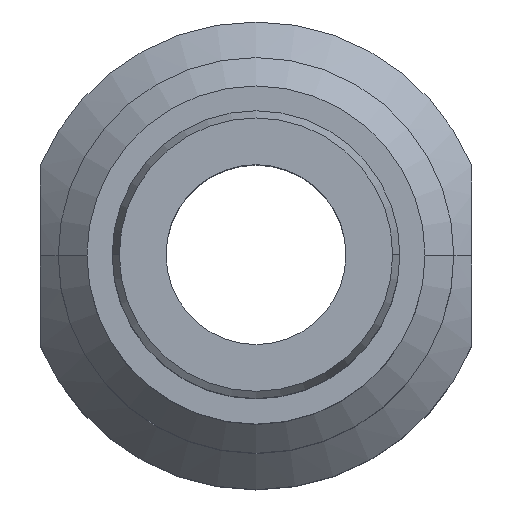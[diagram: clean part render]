
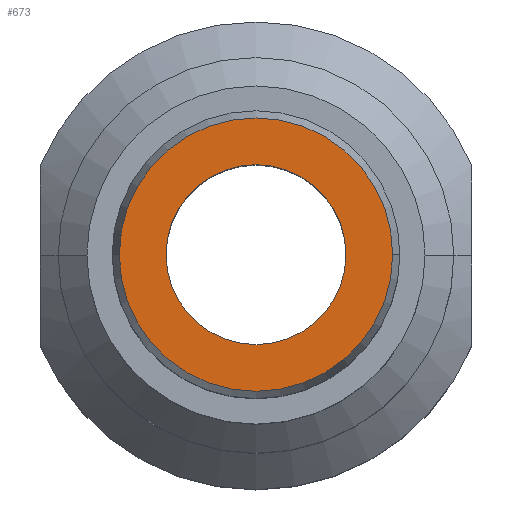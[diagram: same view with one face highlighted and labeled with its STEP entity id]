
A CAD part, top view. The second image highlights one B-rep face of the part: STEP entity #673.
In plain terms, the highlighted planar face has unit normal (0, 0, 1).
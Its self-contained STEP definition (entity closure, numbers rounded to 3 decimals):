
#46 = CARTESIAN_POINT ( 'NONE',  ( 2.5, 0., -4.379 ) ) ;
#51 = ORIENTED_EDGE ( 'NONE', *, *, #311, .T. ) ;
#55 = AXIS2_PLACEMENT_3D ( 'NONE', #497, #325, #446 ) ;
#56 = EDGE_LOOP ( 'NONE', ( #398, #652 ) ) ;
#72 = ORIENTED_EDGE ( 'NONE', *, *, #83, .T. ) ;
#83 = EDGE_CURVE ( 'NONE', #738, #459, #766, .T. ) ;
#89 = CIRCLE ( 'NONE', #55, 3.8 ) ;
#98 = DIRECTION ( 'NONE',  ( 1., 0., 0. ) ) ;
#114 = VERTEX_POINT ( 'NONE', #155 ) ;
#155 = CARTESIAN_POINT ( 'NONE',  ( -2.5, 0., -4.379 ) ) ;
#177 = EDGE_LOOP ( 'NONE', ( #72, #51 ) ) ;
#200 = AXIS2_PLACEMENT_3D ( 'NONE', #286, #631, #98 ) ;
#235 = CIRCLE ( 'NONE', #531, 2.5 ) ;
#248 = VERTEX_POINT ( 'NONE', #46 ) ;
#254 = EDGE_CURVE ( 'NONE', #114, #248, #630, .T. ) ;
#275 = DIRECTION ( 'NONE',  ( 1., 0., 0. ) ) ;
#286 = CARTESIAN_POINT ( 'NONE',  ( 0., 0., -4.379 ) ) ;
#302 = CARTESIAN_POINT ( 'NONE',  ( 3.8, 0., -4.379 ) ) ;
#303 = DIRECTION ( 'NONE',  ( 1., 0., 0. ) ) ;
#311 = EDGE_CURVE ( 'NONE', #459, #738, #89, .T. ) ;
#314 = EDGE_CURVE ( 'NONE', #248, #114, #235, .T. ) ;
#325 = DIRECTION ( 'NONE',  ( 0., 0., 1. ) ) ;
#328 = CARTESIAN_POINT ( 'NONE',  ( 0., 0., -4.379 ) ) ;
#367 = PLANE ( 'NONE',  #429 ) ;
#391 = DIRECTION ( 'NONE',  ( 0., 0., 1. ) ) ;
#398 = ORIENTED_EDGE ( 'NONE', *, *, #314, .F. ) ;
#429 = AXIS2_PLACEMENT_3D ( 'NONE', #479, #774, #303 ) ;
#438 = DIRECTION ( 'NONE',  ( 1., 0., 0. ) ) ;
#446 = DIRECTION ( 'NONE',  ( 1., 0., 0. ) ) ;
#455 = CARTESIAN_POINT ( 'NONE',  ( 0., 0., -4.379 ) ) ;
#459 = VERTEX_POINT ( 'NONE', #302 ) ;
#479 = CARTESIAN_POINT ( 'NONE',  ( 0., -4., -4.379 ) ) ;
#497 = CARTESIAN_POINT ( 'NONE',  ( 0., 0., -4.379 ) ) ;
#528 = AXIS2_PLACEMENT_3D ( 'NONE', #455, #632, #275 ) ;
#531 = AXIS2_PLACEMENT_3D ( 'NONE', #328, #391, #438 ) ;
#570 = FACE_OUTER_BOUND ( 'NONE', #177, .T. ) ;
#594 = FACE_BOUND ( 'NONE', #56, .T. ) ;
#630 = CIRCLE ( 'NONE', #200, 2.5 ) ;
#631 = DIRECTION ( 'NONE',  ( 0., 0., 1. ) ) ;
#632 = DIRECTION ( 'NONE',  ( 0., 0., 1. ) ) ;
#652 = ORIENTED_EDGE ( 'NONE', *, *, #254, .F. ) ;
#658 = CARTESIAN_POINT ( 'NONE',  ( -3.8, 0., -4.379 ) ) ;
#673 = ADVANCED_FACE ( 'NONE', ( #570, #594 ), #367, .T. ) ;
#738 = VERTEX_POINT ( 'NONE', #658 ) ;
#766 = CIRCLE ( 'NONE', #528, 3.8 ) ;
#774 = DIRECTION ( 'NONE',  ( 0., 0., 1. ) ) ;
